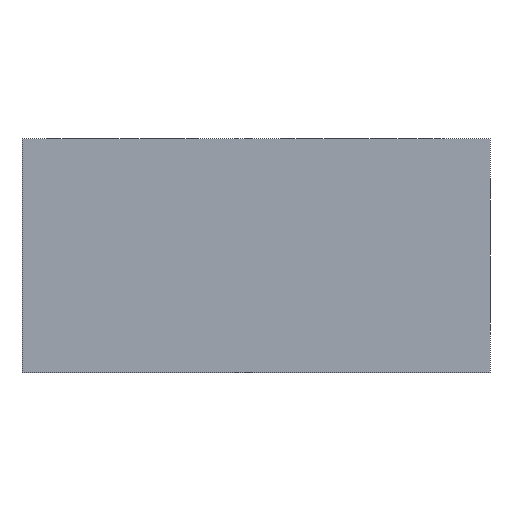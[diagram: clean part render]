
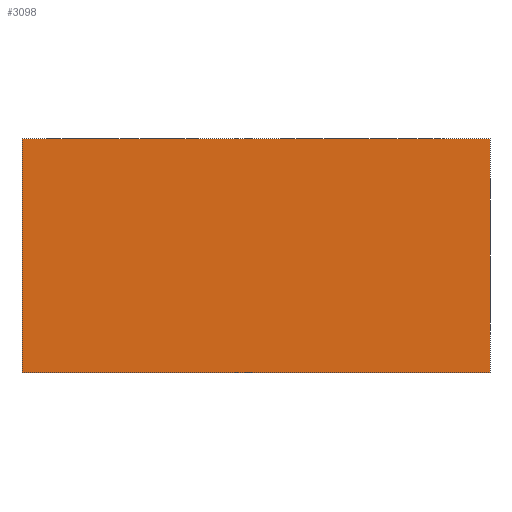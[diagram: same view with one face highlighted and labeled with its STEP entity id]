
A CAD part, front view. The second image highlights one B-rep face of the part: STEP entity #3098.
In plain terms, the highlighted planar face has unit normal (0, -1, 0).
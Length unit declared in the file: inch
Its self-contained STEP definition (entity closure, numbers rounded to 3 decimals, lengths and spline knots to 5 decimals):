
#1=DIRECTION('',(-1.,0.,0.));
#2=VECTOR('',#1,2.5);
#3=CARTESIAN_POINT('',(1.25,0.,1.25));
#4=LINE('',#3,#2);
#57=DIRECTION('',(0.,0.,-1.));
#58=VECTOR('',#57,1.25);
#59=CARTESIAN_POINT('',(1.25,0.,1.25));
#60=LINE('',#59,#58);
#89=DIRECTION('',(0.,0.,-1.));
#90=VECTOR('',#89,1.25);
#91=CARTESIAN_POINT('',(-1.25,0.,1.25));
#92=LINE('',#91,#90);
#103=DIRECTION('',(-1.,0.,0.));
#104=VECTOR('',#103,2.5);
#105=CARTESIAN_POINT('',(1.25,0.,0.));
#106=LINE('',#105,#104);
#2613=CARTESIAN_POINT('',(1.25,0.,1.25));
#2614=CARTESIAN_POINT('',(-1.25,0.,1.25));
#2615=VERTEX_POINT('',#2613);
#2616=VERTEX_POINT('',#2614);
#2621=CARTESIAN_POINT('',(1.25,0.,0.));
#2622=CARTESIAN_POINT('',(-1.25,0.,0.));
#2623=VERTEX_POINT('',#2621);
#2624=VERTEX_POINT('',#2622);
#3084=CARTESIAN_POINT('',(1.25,0.,1.25));
#3085=DIRECTION('',(0.,-1.,0.));
#3086=DIRECTION('',(-1.,0.,0.));
#3087=AXIS2_PLACEMENT_3D('',#3084,#3085,#3086);
#3088=PLANE('',#3087);
#3089=ORIENTED_EDGE('',*,*,#3049,.F.);
#3091=ORIENTED_EDGE('',*,*,#3090,.T.);
#3093=ORIENTED_EDGE('',*,*,#3092,.T.);
#3095=ORIENTED_EDGE('',*,*,#3094,.F.);
#3096=EDGE_LOOP('',(#3089,#3091,#3093,#3095));
#3097=FACE_OUTER_BOUND('',#3096,.F.);
#3098=ADVANCED_FACE('',(#3097),#3088,.T.);
#3049=EDGE_CURVE('',#2615,#2616,#4,.T.);
#3090=EDGE_CURVE('',#2615,#2623,#60,.T.);
#3092=EDGE_CURVE('',#2623,#2624,#106,.T.);
#3094=EDGE_CURVE('',#2616,#2624,#92,.T.);
